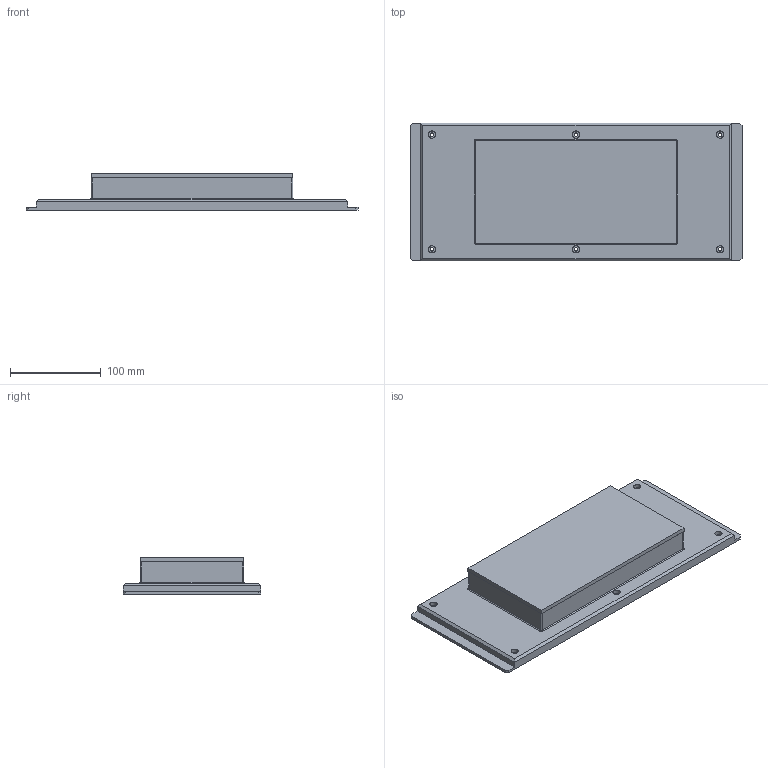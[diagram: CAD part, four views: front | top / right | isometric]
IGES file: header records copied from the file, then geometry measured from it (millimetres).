
Start section: SolidWorks IGES file using analytic representation for surfaces
Global section: file name: ccp-22.IGS; native system: SolidWorks 2016; preprocessor: SolidWorks 2016; author: Afshin; date: 160621.152441; units: inch
Bounding box: 365.76 x 151.64 x 40.26 mm (x, y, z)
Surface area: 168880.6 mm2 (no closed solid volume)
Topology: 0 solids, 0 shells, 194 faces, 2236 edges, 2236 vertices
Faces by surface type: bspline 146, revolution 48
